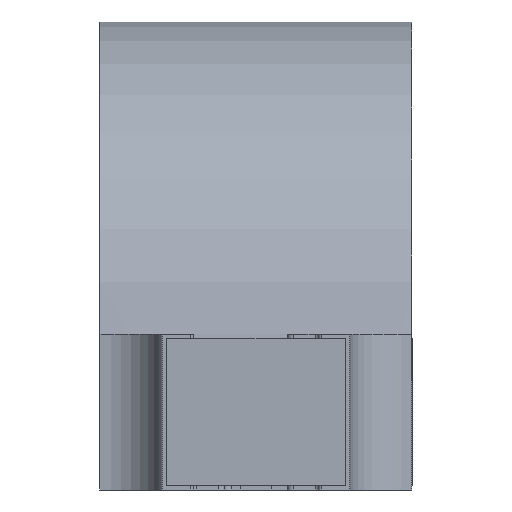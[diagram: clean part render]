
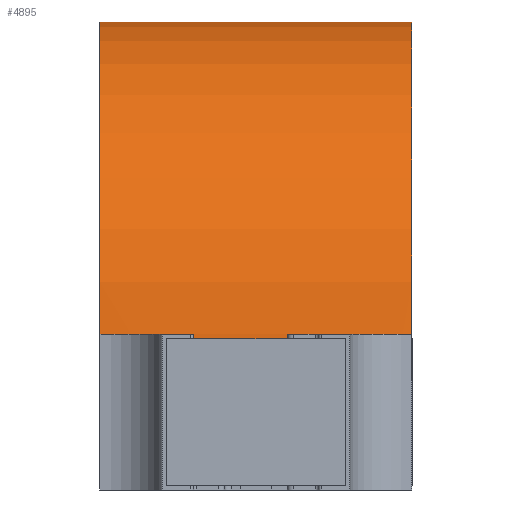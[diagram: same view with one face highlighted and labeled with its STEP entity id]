
A CAD part, left-side view. The second image highlights one B-rep face of the part: STEP entity #4895.
In plain terms, the highlighted cylindrical face has radius 1.105 mm (diameter 2.21 mm), a partial arc.
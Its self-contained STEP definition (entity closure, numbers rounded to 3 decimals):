
#226=CIRCLE('',#5408,1.105);
#227=CIRCLE('',#5410,1.105);
#228=CIRCLE('',#5414,1.105);
#229=CIRCLE('',#5416,1.105);
#238=CIRCLE('',#5436,1.105);
#239=CIRCLE('',#5438,1.105);
#240=CIRCLE('',#5441,1.105);
#241=CIRCLE('',#5443,1.105);
#242=CIRCLE('',#5446,1.105);
#243=CIRCLE('',#5447,1.105);
#340=CYLINDRICAL_SURFACE('',#5445,1.105);
#1711=ORIENTED_EDGE('',*,*,#2405,.F.);
#1712=ORIENTED_EDGE('',*,*,#2464,.F.);
#1713=ORIENTED_EDGE('',*,*,#2449,.F.);
#1714=ORIENTED_EDGE('',*,*,#2448,.T.);
#1715=ORIENTED_EDGE('',*,*,#2451,.F.);
#1716=ORIENTED_EDGE('',*,*,#2465,.F.);
#1717=ORIENTED_EDGE('',*,*,#2466,.F.);
#1718=ORIENTED_EDGE('',*,*,#2467,.T.);
#1719=ORIENTED_EDGE('',*,*,#2460,.F.);
#1720=ORIENTED_EDGE('',*,*,#2463,.T.);
#1721=ORIENTED_EDGE('',*,*,#2457,.F.);
#1722=ORIENTED_EDGE('',*,*,#2468,.T.);
#1723=ORIENTED_EDGE('',*,*,#2416,.F.);
#1724=ORIENTED_EDGE('',*,*,#2413,.T.);
#1725=ORIENTED_EDGE('',*,*,#2414,.F.);
#1726=ORIENTED_EDGE('',*,*,#2469,.T.);
#1727=ORIENTED_EDGE('',*,*,#2470,.T.);
#1728=ORIENTED_EDGE('',*,*,#2471,.F.);
#1729=ORIENTED_EDGE('',*,*,#2403,.F.);
#1730=ORIENTED_EDGE('',*,*,#2402,.T.);
#2402=EDGE_CURVE('',#2901,#2902,#3403,.F.);
#2403=EDGE_CURVE('',#2901,#2903,#226,.T.);
#2405=EDGE_CURVE('',#2904,#2902,#227,.T.);
#2413=EDGE_CURVE('',#2909,#2910,#3412,.T.);
#2414=EDGE_CURVE('',#2911,#2910,#228,.T.);
#2416=EDGE_CURVE('',#2909,#2912,#229,.T.);
#2448=EDGE_CURVE('',#2933,#2934,#3437,.F.);
#2449=EDGE_CURVE('',#2933,#2935,#238,.T.);
#2451=EDGE_CURVE('',#2936,#2934,#239,.T.);
#2457=EDGE_CURVE('',#2941,#2942,#240,.T.);
#2460=EDGE_CURVE('',#2943,#2944,#241,.T.);
#2463=EDGE_CURVE('',#2943,#2942,#3448,.T.);
#2464=EDGE_CURVE('',#2935,#2904,#3449,.T.);
#2465=EDGE_CURVE('',#2945,#2936,#3450,.T.);
#2466=EDGE_CURVE('',#2946,#2945,#242,.T.);
#2467=EDGE_CURVE('',#2946,#2944,#3451,.T.);
#2468=EDGE_CURVE('',#2941,#2912,#3452,.T.);
#2469=EDGE_CURVE('',#2911,#2947,#3453,.T.);
#2470=EDGE_CURVE('',#2947,#2948,#243,.T.);
#2471=EDGE_CURVE('',#2903,#2948,#3454,.T.);
#2901=VERTEX_POINT('',#8184);
#2902=VERTEX_POINT('',#8186);
#2903=VERTEX_POINT('',#8190);
#2904=VERTEX_POINT('',#8194);
#2909=VERTEX_POINT('',#8207);
#2910=VERTEX_POINT('',#8209);
#2911=VERTEX_POINT('',#8213);
#2912=VERTEX_POINT('',#8217);
#2933=VERTEX_POINT('',#8278);
#2934=VERTEX_POINT('',#8280);
#2935=VERTEX_POINT('',#8284);
#2936=VERTEX_POINT('',#8288);
#2941=VERTEX_POINT('',#8301);
#2942=VERTEX_POINT('',#8302);
#2943=VERTEX_POINT('',#8307);
#2944=VERTEX_POINT('',#8308);
#2945=VERTEX_POINT('',#8316);
#2946=VERTEX_POINT('',#8318);
#2947=VERTEX_POINT('',#8322);
#2948=VERTEX_POINT('',#8324);
#3403=LINE('',#8187,#3911);
#3412=LINE('',#8210,#3920);
#3437=LINE('',#8281,#3945);
#3448=LINE('',#8312,#3956);
#3449=LINE('',#8314,#3957);
#3450=LINE('',#8315,#3958);
#3451=LINE('',#8319,#3959);
#3452=LINE('',#8320,#3960);
#3453=LINE('',#8321,#3961);
#3454=LINE('',#8325,#3962);
#3911=VECTOR('',#6742,1000.);
#3920=VECTOR('',#6763,1000.);
#3945=VECTOR('',#6832,1000.);
#3956=VECTOR('',#6863,1000.);
#3957=VECTOR('',#6866,1000.);
#3958=VECTOR('',#6867,1000.);
#3959=VECTOR('',#6870,1000.);
#3960=VECTOR('',#6871,1000.);
#3961=VECTOR('',#6872,1000.);
#3962=VECTOR('',#6875,1000.);
#4221=EDGE_LOOP('',(#1711,#1712,#1713,#1714,#1715,#1716,#1717,#1718,#1719,
#1720,#1721,#1722,#1723,#1724,#1725,#1726,#1727,#1728,#1729,#1730));
#4481=FACE_BOUND('',#4221,.T.);
#4895=ADVANCED_FACE('',(#4481),#340,.T.);
#5408=AXIS2_PLACEMENT_3D('',#8189,#6745,#6746);
#5410=AXIS2_PLACEMENT_3D('',#8193,#6750,#6751);
#5414=AXIS2_PLACEMENT_3D('',#8212,#6766,#6767);
#5416=AXIS2_PLACEMENT_3D('',#8216,#6771,#6772);
#5436=AXIS2_PLACEMENT_3D('',#8283,#6835,#6836);
#5438=AXIS2_PLACEMENT_3D('',#8287,#6840,#6841);
#5441=AXIS2_PLACEMENT_3D('',#8300,#6851,#6852);
#5443=AXIS2_PLACEMENT_3D('',#8306,#6857,#6858);
#5445=AXIS2_PLACEMENT_3D('',#8313,#6864,#6865);
#5446=AXIS2_PLACEMENT_3D('',#8317,#6868,#6869);
#5447=AXIS2_PLACEMENT_3D('',#8323,#6873,#6874);
#6742=DIRECTION('',(0.,1.,0.));
#6745=DIRECTION('',(0.,-1.,0.));
#6746=DIRECTION('',(1.,0.,0.));
#6750=DIRECTION('',(0.,1.,0.));
#6751=DIRECTION('',(-1.,0.,0.));
#6763=DIRECTION('',(0.,1.,0.));
#6766=DIRECTION('',(0.,-1.,0.));
#6767=DIRECTION('',(1.,0.,0.));
#6771=DIRECTION('',(0.,1.,0.));
#6772=DIRECTION('',(0.,0.,1.));
#6832=DIRECTION('',(0.,1.,0.));
#6835=DIRECTION('',(0.,-1.,0.));
#6836=DIRECTION('',(1.,0.,0.));
#6840=DIRECTION('',(0.,1.,0.));
#6841=DIRECTION('',(-1.,0.,0.));
#6851=DIRECTION('',(0.,-1.,0.));
#6852=DIRECTION('',(1.,0.,0.));
#6857=DIRECTION('',(0.,1.,0.));
#6858=DIRECTION('',(-1.,0.,0.));
#6863=DIRECTION('',(0.,1.,0.));
#6864=DIRECTION('',(0.,1.,0.));
#6865=DIRECTION('',(0.,0.,1.));
#6866=DIRECTION('',(0.,1.,0.));
#6867=DIRECTION('',(0.,1.,0.));
#6868=DIRECTION('',(0.,-1.,0.));
#6869=DIRECTION('',(1.,0.,0.));
#6870=DIRECTION('',(0.,1.,0.));
#6871=DIRECTION('',(0.,1.,0.));
#6872=DIRECTION('',(0.,1.,0.));
#6873=DIRECTION('',(0.,-1.,0.));
#6874=DIRECTION('',(1.,0.,0.));
#6875=DIRECTION('',(0.,1.,0.));
#8184=CARTESIAN_POINT('',(-1.1,0.4,0.5));
#8186=CARTESIAN_POINT('',(-1.1,0.3,0.5));
#8187=CARTESIAN_POINT('',(-1.1,-0.5,0.5));
#8189=CARTESIAN_POINT('',(0.,0.4,0.395));
#8190=CARTESIAN_POINT('',(-1.101,0.4,0.485));
#8193=CARTESIAN_POINT('',(0.,0.3,0.395));
#8194=CARTESIAN_POINT('',(-1.101,0.3,0.485));
#8207=CARTESIAN_POINT('',(1.1,0.3,0.5));
#8209=CARTESIAN_POINT('',(1.1,0.4,0.5));
#8210=CARTESIAN_POINT('',(1.1,-0.5,0.5));
#8212=CARTESIAN_POINT('',(0.,0.4,0.395));
#8213=CARTESIAN_POINT('',(1.101,0.4,0.485));
#8216=CARTESIAN_POINT('',(0.,0.3,0.395));
#8217=CARTESIAN_POINT('',(1.101,0.3,0.485));
#8278=CARTESIAN_POINT('',(-1.1,-0.1,0.5));
#8280=CARTESIAN_POINT('',(-1.1,-0.47,0.5));
#8281=CARTESIAN_POINT('',(-1.1,-0.5,0.5));
#8283=CARTESIAN_POINT('',(0.,-0.1,0.395));
#8284=CARTESIAN_POINT('',(-1.101,-0.1,0.485));
#8287=CARTESIAN_POINT('',(0.,-0.47,0.395));
#8288=CARTESIAN_POINT('',(-1.101,-0.47,0.485));
#8300=CARTESIAN_POINT('',(0.,-0.3,0.395));
#8301=CARTESIAN_POINT('',(1.101,-0.3,0.485));
#8302=CARTESIAN_POINT('',(1.1,-0.3,0.5));
#8306=CARTESIAN_POINT('',(0.,-0.4,0.395));
#8307=CARTESIAN_POINT('',(1.1,-0.4,0.5));
#8308=CARTESIAN_POINT('',(1.101,-0.4,0.485));
#8312=CARTESIAN_POINT('',(1.1,-0.5,0.5));
#8313=CARTESIAN_POINT('',(0.,-0.5,0.395));
#8314=CARTESIAN_POINT('',(-1.101,-0.5,0.485));
#8315=CARTESIAN_POINT('',(-1.101,-0.5,0.485));
#8316=CARTESIAN_POINT('',(-1.101,-0.5,0.485));
#8317=CARTESIAN_POINT('',(0.,-0.5,0.395));
#8318=CARTESIAN_POINT('',(1.101,-0.5,0.485));
#8319=CARTESIAN_POINT('',(1.101,-0.5,0.485));
#8320=CARTESIAN_POINT('',(1.101,-0.5,0.485));
#8321=CARTESIAN_POINT('',(1.101,-0.5,0.485));
#8322=CARTESIAN_POINT('',(1.101,0.5,0.485));
#8323=CARTESIAN_POINT('',(0.,0.5,0.395));
#8324=CARTESIAN_POINT('',(-1.101,0.5,0.485));
#8325=CARTESIAN_POINT('',(-1.101,-0.5,0.485));
